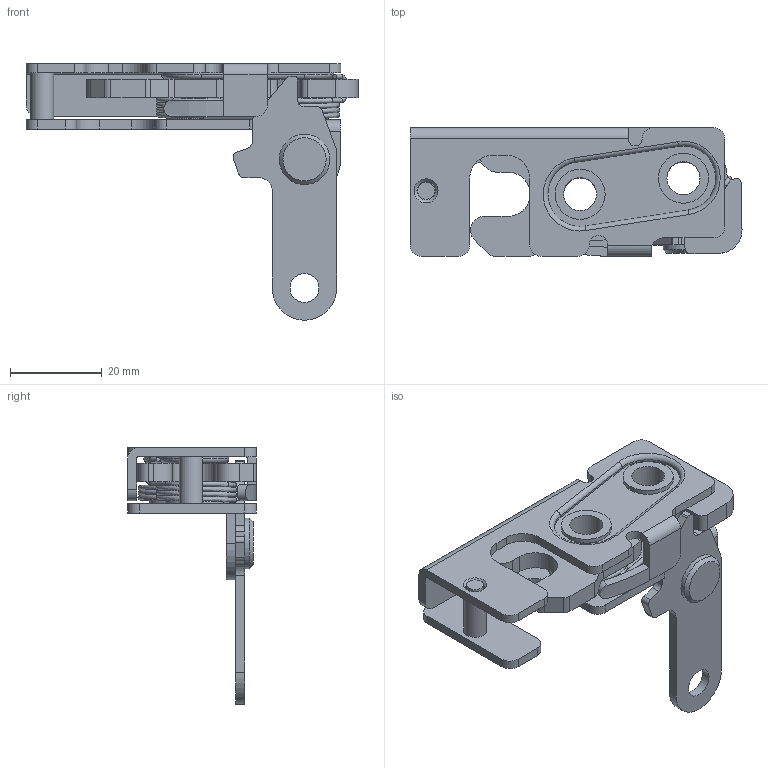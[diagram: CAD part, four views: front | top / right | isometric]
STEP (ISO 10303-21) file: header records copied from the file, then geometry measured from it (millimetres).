
FILE_DESCRIPTION(('STEP AP214'),'1');
FILE_NAME('2800.step','2017-05-23T05:55:02',(' '),(' '),'Spatial InterOp 3D',' ',' ');
FILE_SCHEMA(('automotive_design'));
Length unit declared in the file: millimetre
Products named in the file (11): _339; _341; _343; _345; _347; _349; _351; _353; _355; _357; 1
Bounding box: 72.24 x 28 x 55.8 mm (x, y, z)
Volume: 14026.6 mm3; surface area: 16821 mm2
Topology: 10 solids, 10 shells, 264 faces, 674 edges, 444 vertices
Faces by surface type: cylinder 128, plane 122, torus 8, cone 3, bspline 3
Full cylindrical faces by diameter (mm): 1 x7, 3.7 x2, 4 x2, 5 x2, 5.1 x1, 6.3 x1, 6.7 x1, 7 x1, 7.2 x2, 8.9 x2, 9.1 x2, 10.5 x2, 10.8 x2, 10.9 x2, 11 x1, 12.7 x2
Entity records: 11465 total; most frequent: CARTESIAN_POINT 2647, DIRECTION 1447, ORIENTED_EDGE 1276, EDGE_CURVE 638, AXIS2_PLACEMENT_3D 544, VERTEX_POINT 434, LINE 359, VECTOR 359
